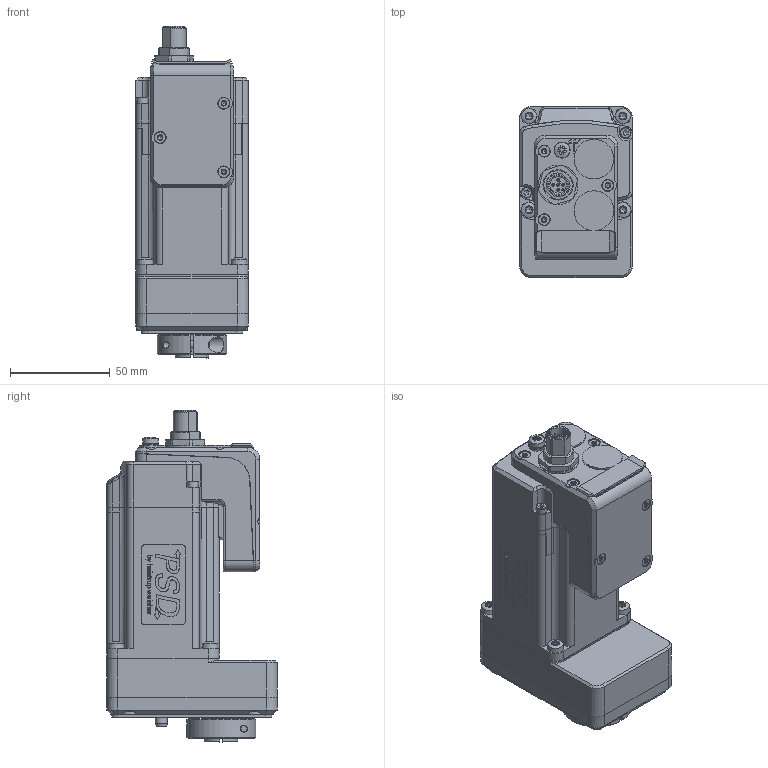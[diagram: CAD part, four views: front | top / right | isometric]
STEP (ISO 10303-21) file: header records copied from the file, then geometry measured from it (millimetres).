
FILE_DESCRIPTION(/* description */ (''),/* implementation_level */ '2;1');
FILE_NAME(/* name */ 'PSD434-14H-S-IO-0-xx-N.stp',/* time_stamp */ '2025-04-29T12:35:52+02:00',/* author */ ('hw0499'),/* organization */ (''),/* preprocessor_version */ 'ST-DEVELOPER v20',/* originating_system */ 'Autodesk Inventor 2024',/* authorisation */ '');
FILE_SCHEMA (('AUTOMOTIVE_DESIGN { 1 0 10303 214 3 1 1 }'));
Products named in the file (1): ENG-118271.ipt_Vereinfachen_1
Bounding box: 56.8 x 85.92 x 166.8 mm (x, y, z)
Volume: 489001 mm3; surface area: 52935.2 mm2
Topology: 1 solids, 1 shells, 1838 faces, 4964 edges, 3220 vertices
Faces by surface type: plane 805, bspline 432, cylinder 393, cone 180, torus 26, sphere 2
Full cylindrical faces by diameter (mm): 0.8 x5, 1.4 x4, 2.693 x4, 3 x4, 3.2 x4, 3.459 x1, 3.5 x2, 4 x1, 4.5 x1, 5.5 x2, 5.6 x6, 6 x8, 7 x2, 8 x2, 8.3 x1, 10.4 x1, 14 x1, 14.2 x1, 17 x1, 20 x2, 38.1 x1, 39 x1
Entity records: 67445 total; most frequent: CARTESIAN_POINT 21971, ORIENTED_EDGE 9890, DIRECTION 7752, EDGE_CURVE 4945, VERTEX_POINT 3220, LINE 2624, VECTOR 2624, AXIS2_PLACEMENT_3D 2564
